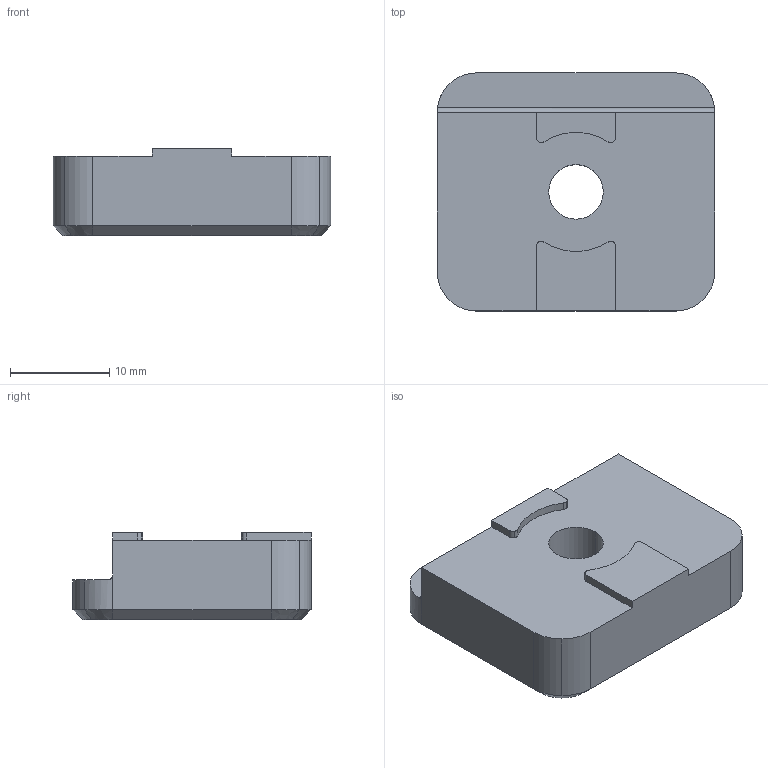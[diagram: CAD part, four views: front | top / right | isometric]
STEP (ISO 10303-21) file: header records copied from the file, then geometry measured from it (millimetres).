
FILE_DESCRIPTION(/* description */ ('Alibre Inc.'),/* implementation_level */ '2;1');
FILE_NAME(/* name */ 'export-408BE6D9-D667-4F75-A001-3BA1781587DA',/* time_stamp */ '2021-09-12T04:56:39-04:00',/* author */ (''),/* organization */ (''),/* preprocessor_version */ 'ST-DEVELOPER v17',/* originating_system */ 'Alibre',/* authorisation */ '');
FILE_SCHEMA (('CONFIG_CONTROL_DESIGN'));
Length unit declared in the file: millimetre
Products named in the file (1): Z Carriage Stop
Bounding box: 28 x 24 x 8.8 mm (x, y, z)
Volume: 4441.4 mm3; surface area: 2191.1 mm2
Topology: 1 solids, 1 shells, 63 faces, 161 edges, 100 vertices
Faces by surface type: plane 30, cylinder 23, cone 10
Entity records: 1927 total; most frequent: CARTESIAN_POINT 371, ORIENTED_EDGE 322, DIRECTION 279, EDGE_CURVE 161, AXIS2_PLACEMENT_3D 106, VERTEX_POINT 100, VECTOR 97, LINE 97
